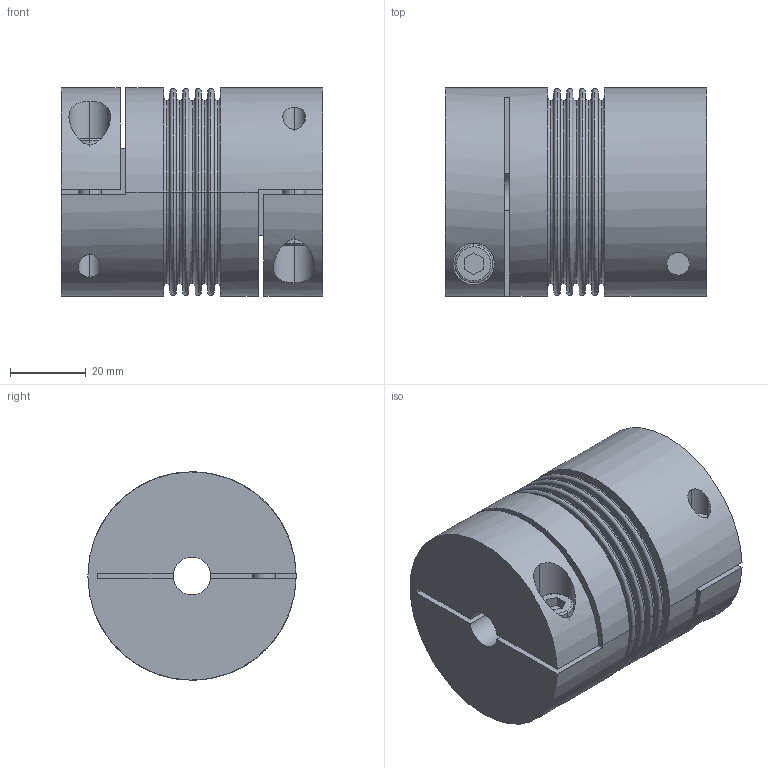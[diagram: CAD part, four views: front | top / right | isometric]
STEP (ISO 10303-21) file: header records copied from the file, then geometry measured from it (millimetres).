
FILE_DESCRIPTION(('STEP AP214'),'1');
FILE_NAME('cctmp_B9405B47-D464-4138-B910-A3323E7F3233_2023_06_07_07_45_26_0987..stp','2023-06-07T05:45:27',('R+W Antriebselemente GmbH'),('CADClick - www.CADClick.com'),'Spatial InterOp 3D',' ','unknown authorization');
FILE_SCHEMA(('AUTOMOTIVE_DESIGN'));
Length unit declared in the file: millimetre
Products named in the file (1): BK2/30/69/10/10
Bounding box: 69 x 55 x 55 mm (x, y, z)
Volume: 123049.7 mm3; surface area: 35595.2 mm2
Topology: 1 solids, 1 shells, 116 faces, 266 edges, 170 vertices
Faces by surface type: plane 48, torus 40, cylinder 28
Entity records: 5042 total; most frequent: CARTESIAN_POINT 853, DIRECTION 648, ORIENTED_EDGE 532, AXIS2_PLACEMENT_3D 273, EDGE_CURVE 266, PRESENTATION_STYLE_ASSIGNMENT 233, COLOUR_RGB 233, VERTEX_POINT 170
